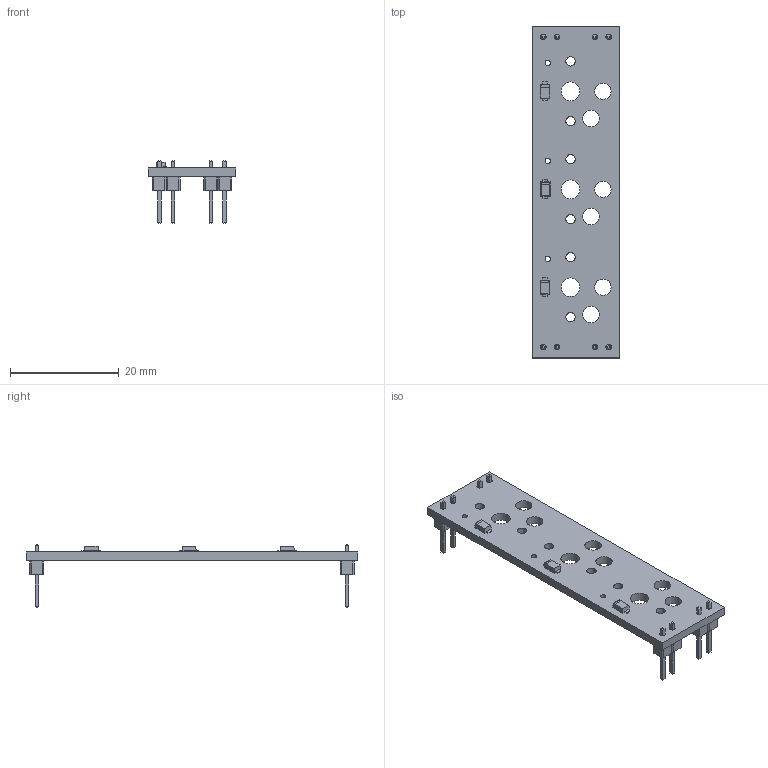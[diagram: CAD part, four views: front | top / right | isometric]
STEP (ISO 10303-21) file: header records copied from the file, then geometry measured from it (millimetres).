
FILE_DESCRIPTION(('KiCad electronic assembly'),'2;1');
FILE_NAME('jolt2-verts.step','2024-12-09T13:57:44',('Pcbnew'),('Kicad'), 'Open CASCADE STEP processor 7.7','KiCad to STEP converter','Unknown' );
FILE_SCHEMA(('AUTOMOTIVE_DESIGN { 1 0 10303 214 1 1 1 1 }'));
Length unit declared in the file: millimetre
Products named in the file (6): jolt2-verts 1; Nexperia_CFP3_SOD-123W; CQ assembly; PinHeader_1x02_P2.54mm_Vertical; PinHeader_1x02_P254mm_Vertical; jolt2-verts_PCB
Assembly tree (10 placements, depth 3):
  jolt2-verts 1
    Nexperia_CFP3_SOD-123W  x3
      CQ assembly
    PinHeader_1x02_P2.54mm_Vertical  x4
      PinHeader_1x02_P254mm_Vertical
    jolt2-verts_PCB
Bounding box: 16 x 61 x 11.54 mm (x, y, z)
Volume: 1584.4 mm3; surface area: 2757.8 mm2
Topology: 17 solids, 17 shells, 354 faces, 812 edges, 508 vertices
Faces by surface type: plane 298, bspline 30, cylinder 26
Full cylindrical faces by diameter (mm): 0.991 x3, 1 x8, 1.702 x6, 3 x6, 3.429 x3
Entity records: 4100 total; most frequent: CARTESIAN_POINT 669, ORIENTED_EDGE 580, DIRECTION 576, EDGE_CURVE 290, LINE 226, VECTOR 226, VERTEX_POINT 184, FACE_BOUND 178
